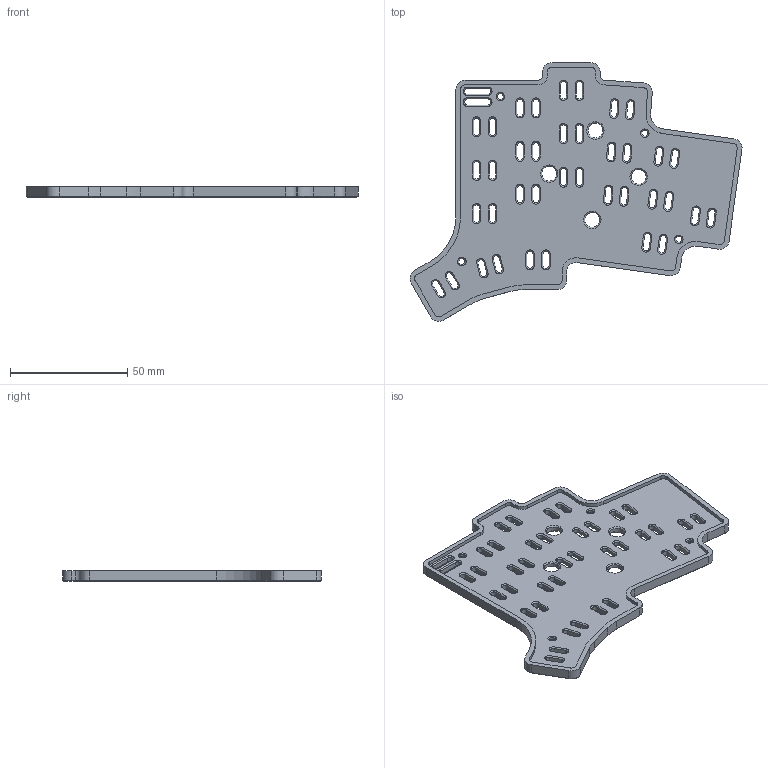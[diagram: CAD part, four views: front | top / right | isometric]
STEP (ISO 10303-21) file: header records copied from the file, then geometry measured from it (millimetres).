
FILE_DESCRIPTION(/* description */ (''),/* implementation_level */ '2;1');
FILE_NAME(/* name */ 'MUSUBI_CASE_RIGHT_rev2.step',/* time_stamp */ '2023-01-16T15:07:47-05:00',/* author */ (''),/* organization */ (''),/* preprocessor_version */ 'ST-DEVELOPER v19.2',/* originating_system */ 'Autodesk Translation Framework v11.17.0.187',/* authorisation */ '');
FILE_SCHEMA (('AUTOMOTIVE_DESIGN { 1 0 10303 214 3 1 1 }'));
Length unit declared in the file: millimetre
Products named in the file (2): (Unsaved); case_bottom(Mirror) (2)
Assembly tree (1 placements, depth 2):
  (Unsaved)
    case_bottom(Mirror) (2)
Bounding box: 141.53 x 110.31 x 4.6 mm (x, y, z)
Volume: 26395.1 mm3; surface area: 22313.4 mm2
Topology: 1 solids, 1 shells, 651 faces, 1574 edges, 925 vertices
Faces by surface type: plane 338, cone 183, cylinder 130
Full cylindrical faces by diameter (mm): 2.6 x4, 6.4 x4
Entity records: 18794 total; most frequent: DIRECTION 3321, CARTESIAN_POINT 3193, ORIENTED_EDGE 3148, EDGE_CURVE 1574, LINE 1109, VECTOR 1109, AXIS2_PLACEMENT_3D 1106, VERTEX_POINT 925
